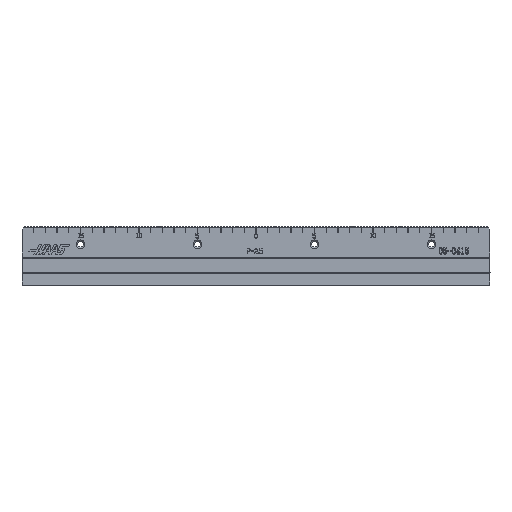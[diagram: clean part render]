
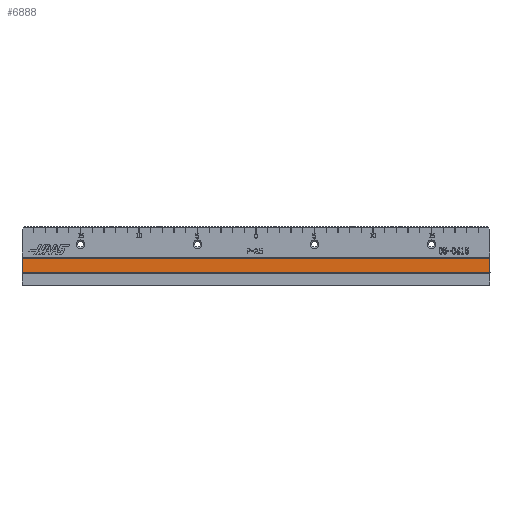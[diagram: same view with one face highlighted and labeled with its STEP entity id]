
A CAD part, front view. The second image highlights one B-rep face of the part: STEP entity #6888.
In plain terms, the highlighted planar face has unit normal (0, -1, 0).
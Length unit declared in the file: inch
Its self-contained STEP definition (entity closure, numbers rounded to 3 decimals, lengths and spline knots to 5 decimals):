
#115 = LINE ( 'NONE', #44440, #59530 ) ;
#2004 = CARTESIAN_POINT ( 'NONE',  ( -7.87402, -0.70866, -1.53543 ) ) ;
#6861 = PLANE ( 'NONE',  #32856 ) ;
#6888 = ADVANCED_FACE ( 'NONE', ( #29049 ), #6861, .F. ) ;
#7457 = DIRECTION ( 'NONE',  ( -1., 0., 0. ) ) ;
#7534 = ORIENTED_EDGE ( 'NONE', *, *, #25302, .F. ) ;
#9965 = ORIENTED_EDGE ( 'NONE', *, *, #58211, .F. ) ;
#10418 = EDGE_CURVE ( 'NONE', #50033, #20802, #65029, .T. ) ;
#15758 = DIRECTION ( 'NONE',  ( 0., 0., 1. ) ) ;
#15947 = DIRECTION ( 'NONE',  ( -1., 0., 0. ) ) ;
#16427 = ORIENTED_EDGE ( 'NONE', *, *, #35773, .T. ) ;
#18004 = LINE ( 'NONE', #2004, #36431 ) ;
#18486 = DIRECTION ( 'NONE',  ( -1., 0., 0. ) ) ;
#20802 = VERTEX_POINT ( 'NONE', #63211 ) ;
#22511 = CARTESIAN_POINT ( 'NONE',  ( -7.87402, -0.70866, -1.53543 ) ) ;
#25051 = CARTESIAN_POINT ( 'NONE',  ( -7.87402, -0.70866, -1.53543 ) ) ;
#25302 = EDGE_CURVE ( 'NONE', #41781, #20802, #115, .T. ) ;
#29049 = FACE_OUTER_BOUND ( 'NONE', #48852, .T. ) ;
#32856 = AXIS2_PLACEMENT_3D ( 'NONE', #25051, #62462, #18486 ) ;
#33304 = CARTESIAN_POINT ( 'NONE',  ( 7.87402, -0.70866, -1.06299 ) ) ;
#33335 = DIRECTION ( 'NONE',  ( 0., 0., 1. ) ) ;
#35773 = EDGE_CURVE ( 'NONE', #63269, #50033, #49337, .T. ) ;
#36431 = VECTOR ( 'NONE', #7457, 39.37008 ) ;
#36953 = VECTOR ( 'NONE', #33335, 39.37008 ) ;
#41781 = VERTEX_POINT ( 'NONE', #22511 ) ;
#44440 = CARTESIAN_POINT ( 'NONE',  ( -7.87402, -0.70866, 0. ) ) ;
#48852 = EDGE_LOOP ( 'NONE', ( #63844, #7534, #9965, #16427 ) ) ;
#48983 = VECTOR ( 'NONE', #15947, 39.37008 ) ;
#49337 = LINE ( 'NONE', #66763, #36953 ) ;
#50033 = VERTEX_POINT ( 'NONE', #33304 ) ;
#58211 = EDGE_CURVE ( 'NONE', #63269, #41781, #18004, .T. ) ;
#59530 = VECTOR ( 'NONE', #15758, 39.37008 ) ;
#62462 = DIRECTION ( 'NONE',  ( 0., 1., 0. ) ) ;
#63211 = CARTESIAN_POINT ( 'NONE',  ( -7.87402, -0.70866, -1.06299 ) ) ;
#63269 = VERTEX_POINT ( 'NONE', #69059 ) ;
#63844 = ORIENTED_EDGE ( 'NONE', *, *, #10418, .T. ) ;
#64317 = CARTESIAN_POINT ( 'NONE',  ( -7.87402, -0.70866, -1.06299 ) ) ;
#65029 = LINE ( 'NONE', #64317, #48983 ) ;
#66763 = CARTESIAN_POINT ( 'NONE',  ( 7.87402, -0.70866, 0. ) ) ;
#69059 = CARTESIAN_POINT ( 'NONE',  ( 7.87402, -0.70866, -1.53543 ) ) ;
